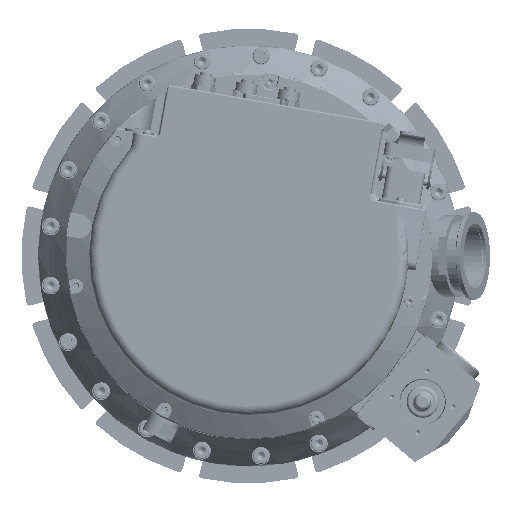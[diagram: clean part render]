
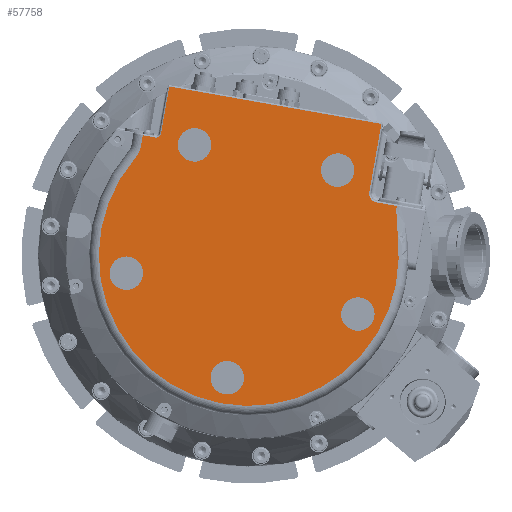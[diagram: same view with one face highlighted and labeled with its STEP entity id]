
A CAD part, front view. The second image highlights one B-rep face of the part: STEP entity #57758.
In plain terms, the highlighted planar face has unit normal (0, -1, 0).
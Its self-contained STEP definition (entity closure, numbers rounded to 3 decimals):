
#764=FACE_BOUND('',#8906,.T.);
#765=FACE_BOUND('',#8907,.T.);
#766=FACE_BOUND('',#8908,.T.);
#767=FACE_BOUND('',#8909,.T.);
#768=FACE_BOUND('',#8910,.T.);
#2230=B_SPLINE_CURVE_WITH_KNOTS('',3,(#91429,#91430,#91431,#91432,#91433,
#91434,#91435,#91436,#91437,#91438),.UNSPECIFIED.,.F.,.F.,(4,2,2,2,4),(0.,
0.5,0.75,0.875,1.),.UNSPECIFIED.);
#3602=PLANE('',#61825);
#5484=FACE_OUTER_BOUND('',#8905,.T.);
#8905=EDGE_LOOP('',(#39108,#39109,#39110,#39111,#39112,#39113,#39114,#39115,
#39116,#39117,#39118));
#8906=EDGE_LOOP('',(#39119));
#8907=EDGE_LOOP('',(#39120));
#8908=EDGE_LOOP('',(#39121));
#8909=EDGE_LOOP('',(#39122));
#8910=EDGE_LOOP('',(#39123));
#12630=CIRCLE('',#61575,16.);
#12633=CIRCLE('',#61579,94.);
#12638=CIRCLE('',#61589,3.);
#12664=CIRCLE('',#61635,10.5);
#12666=CIRCLE('',#61639,10.5);
#12668=CIRCLE('',#61643,10.5);
#12670=CIRCLE('',#61647,10.5);
#12674=CIRCLE('',#61655,10.5);
#12727=CIRCLE('',#61761,5.5);
#15270=LINE('',#90921,#19134);
#15296=LINE('',#91364,#19160);
#15301=LINE('',#91454,#19165);
#15302=LINE('',#91463,#19166);
#15387=LINE('',#92422,#19251);
#15388=LINE('',#92431,#19252);
#19134=VECTOR('',#68491,135.);
#19160=VECTOR('',#68597,6.699);
#19165=VECTOR('',#68626,8.);
#19166=VECTOR('',#68639,30.);
#19251=VECTOR('',#69056,43.5);
#19252=VECTOR('',#69069,13.07);
#23627=VERTEX_POINT('',#90914);
#23629=VERTEX_POINT('',#90919);
#23667=VERTEX_POINT('',#91353);
#23671=VERTEX_POINT('',#91362);
#23673=VERTEX_POINT('',#91368);
#23675=VERTEX_POINT('',#91374);
#23676=VERTEX_POINT('',#91420);
#23681=VERTEX_POINT('',#91453);
#23682=VERTEX_POINT('',#91457);
#23714=VERTEX_POINT('',#91779);
#23716=VERTEX_POINT('',#91786);
#23718=VERTEX_POINT('',#91793);
#23720=VERTEX_POINT('',#91800);
#23724=VERTEX_POINT('',#91814);
#23797=VERTEX_POINT('',#92421);
#23798=VERTEX_POINT('',#92425);
#29462=EDGE_CURVE('',#23627,#23629,#15270,.T.);
#29521=EDGE_CURVE('',#23667,#23671,#15296,.T.);
#29524=EDGE_CURVE('',#23671,#23673,#12630,.T.);
#29527=EDGE_CURVE('',#23673,#23675,#12633,.T.);
#29530=EDGE_CURVE('',#23675,#23676,#2230,.T.);
#29537=EDGE_CURVE('',#23681,#23667,#15301,.T.);
#29541=EDGE_CURVE('',#23682,#23681,#12638,.T.);
#29542=EDGE_CURVE('',#23629,#23682,#15302,.T.);
#29596=EDGE_CURVE('',#23714,#23714,#12664,.T.);
#29599=EDGE_CURVE('',#23716,#23716,#12666,.T.);
#29602=EDGE_CURVE('',#23718,#23718,#12668,.T.);
#29605=EDGE_CURVE('',#23720,#23720,#12670,.T.);
#29611=EDGE_CURVE('',#23724,#23724,#12674,.T.);
#29739=EDGE_CURVE('',#23797,#23627,#15387,.T.);
#29743=EDGE_CURVE('',#23798,#23797,#12727,.T.);
#29744=EDGE_CURVE('',#23676,#23798,#15388,.T.);
#39108=ORIENTED_EDGE('',*,*,#29739,.T.);
#39109=ORIENTED_EDGE('',*,*,#29462,.T.);
#39110=ORIENTED_EDGE('',*,*,#29542,.T.);
#39111=ORIENTED_EDGE('',*,*,#29541,.T.);
#39112=ORIENTED_EDGE('',*,*,#29537,.T.);
#39113=ORIENTED_EDGE('',*,*,#29521,.T.);
#39114=ORIENTED_EDGE('',*,*,#29524,.T.);
#39115=ORIENTED_EDGE('',*,*,#29527,.T.);
#39116=ORIENTED_EDGE('',*,*,#29530,.T.);
#39117=ORIENTED_EDGE('',*,*,#29744,.T.);
#39118=ORIENTED_EDGE('',*,*,#29743,.T.);
#39119=ORIENTED_EDGE('',*,*,#29596,.F.);
#39120=ORIENTED_EDGE('',*,*,#29599,.F.);
#39121=ORIENTED_EDGE('',*,*,#29602,.F.);
#39122=ORIENTED_EDGE('',*,*,#29605,.F.);
#39123=ORIENTED_EDGE('',*,*,#29611,.F.);
#57758=ADVANCED_FACE('',(#5484,#764,#765,#766,#767,#768),#3602,.T.);
#61575=AXIS2_PLACEMENT_3D('',#91370,#68603,#68604);
#61579=AXIS2_PLACEMENT_3D('',#91376,#68611,#68612);
#61589=AXIS2_PLACEMENT_3D('',#91461,#68635,#68636);
#61635=AXIS2_PLACEMENT_3D('',#91781,#68748,#68749);
#61639=AXIS2_PLACEMENT_3D('',#91788,#68757,#68758);
#61643=AXIS2_PLACEMENT_3D('',#91795,#68766,#68767);
#61647=AXIS2_PLACEMENT_3D('',#91802,#68775,#68776);
#61655=AXIS2_PLACEMENT_3D('',#91816,#68793,#68794);
#61761=AXIS2_PLACEMENT_3D('',#92429,#69065,#69066);
#61825=AXIS2_PLACEMENT_3D('',#92759,#69238,#69239);
#68491=DIRECTION('',(-0.985,0.,0.174));
#68597=DIRECTION('',(-0.174,0.,-0.985));
#68603=DIRECTION('center_axis',(0.,1.,0.));
#68604=DIRECTION('ref_axis',(-0.985,0.,0.174));
#68611=DIRECTION('center_axis',(0.,-1.,0.));
#68612=DIRECTION('ref_axis',(-0.985,0.,0.174));
#68626=DIRECTION('',(-0.985,0.,0.174));
#68635=DIRECTION('center_axis',(0.,1.,0.));
#68636=DIRECTION('ref_axis',(-0.985,0.,0.174));
#68639=DIRECTION('',(-0.174,0.,-0.985));
#68748=DIRECTION('center_axis',(0.,-1.,0.));
#68749=DIRECTION('ref_axis',(-0.985,0.,0.174));
#68757=DIRECTION('center_axis',(0.,-1.,0.));
#68758=DIRECTION('ref_axis',(-0.985,0.,0.174));
#68766=DIRECTION('center_axis',(0.,-1.,0.));
#68767=DIRECTION('ref_axis',(-0.985,0.,0.174));
#68775=DIRECTION('center_axis',(0.,-1.,0.));
#68776=DIRECTION('ref_axis',(-0.985,0.,0.174));
#68793=DIRECTION('center_axis',(0.,-1.,0.));
#68794=DIRECTION('ref_axis',(-0.985,0.,0.174));
#69056=DIRECTION('',(0.174,0.,0.985));
#69065=DIRECTION('center_axis',(0.,1.,0.));
#69066=DIRECTION('ref_axis',(-0.985,0.,0.174));
#69069=DIRECTION('',(-0.985,0.,0.174));
#69238=DIRECTION('center_axis',(0.,-1.,0.));
#69239=DIRECTION('ref_axis',(0.,0.,
-1.));
#90914=CARTESIAN_POINT('',(83.145,-66.5,82.82));
#90919=CARTESIAN_POINT('',(-49.804,-66.5,106.263));
#90921=CARTESIAN_POINT('',(83.145,-66.5,82.82));
#91353=CARTESIAN_POINT('',(-66.368,-66.5,75.674));
#91362=CARTESIAN_POINT('',(-67.531,-66.5,69.077));
#91364=CARTESIAN_POINT('',(-66.368,-66.5,75.674));
#91368=CARTESIAN_POINT('',(-71.173,-66.5,61.403));
#91370=CARTESIAN_POINT('Origin',(-83.288,-66.5,71.855));
#91374=CARTESIAN_POINT('',(93.978,-66.5,-2.033));
#91376=CARTESIAN_POINT('Origin',(0.,-66.5,0.));
#91420=CARTESIAN_POINT('',(92.924,-66.5,31.34));
#91429=CARTESIAN_POINT('Ctrl Pts',(93.978,-66.5,-2.033));
#91430=CARTESIAN_POINT('Ctrl Pts',(94.099,-66.5,3.552));
#91431=CARTESIAN_POINT('Ctrl Pts',(93.753,-66.5,9.128));
#91432=CARTESIAN_POINT('Ctrl Pts',(93.036,-66.5,17.466));
#91433=CARTESIAN_POINT('Ctrl Pts',(92.762,-66.5,20.244));
#91434=CARTESIAN_POINT('Ctrl Pts',(92.493,-66.5,24.419));
#91435=CARTESIAN_POINT('Ctrl Pts',(92.427,-66.5,25.815));
#91436=CARTESIAN_POINT('Ctrl Pts',(92.455,-66.5,28.593));
#91437=CARTESIAN_POINT('Ctrl Pts',(92.503,-66.5,29.98));
#91438=CARTESIAN_POINT('Ctrl Pts',(92.924,-66.5,31.34));
#91453=CARTESIAN_POINT('',(-58.489,-66.5,74.285));
#91454=CARTESIAN_POINT('',(-58.489,-66.5,74.285));
#91457=CARTESIAN_POINT('',(-55.014,-66.5,76.719));
#91461=CARTESIAN_POINT('Origin',(-57.968,-66.5,77.24));
#91463=CARTESIAN_POINT('',(-49.804,-66.5,106.263));
#91779=CARTESIAN_POINT('',(-75.284,-66.5,-21.184));
#91781=CARTESIAN_POINT('Origin',(-76.746,-66.5,-10.786));
#91786=CARTESIAN_POINT('',(-43.411,-66.5,65.054));
#91788=CARTESIAN_POINT('Origin',(-33.974,-66.5,69.657));
#91793=CARTESIAN_POINT('',(48.455,-66.5,61.389));
#91795=CARTESIAN_POINT('Origin',(55.749,-66.5,53.836));
#91800=CARTESIAN_POINT('',(73.358,-66.5,-27.113));
#91802=CARTESIAN_POINT('Origin',(68.428,-66.5,-36.384));
#91814=CARTESIAN_POINT('',(-3.117,-66.5,-78.146));
#91816=CARTESIAN_POINT('Origin',(-13.458,-66.5,-76.323));
#92421=CARTESIAN_POINT('',(75.591,-66.5,39.981));
#92422=CARTESIAN_POINT('',(75.591,-66.5,39.981));
#92425=CARTESIAN_POINT('',(80.052,-66.5,33.61));
#92429=CARTESIAN_POINT('Origin',(81.007,-66.5,39.026));
#92431=CARTESIAN_POINT('',(92.924,-66.5,31.34));
#92759=CARTESIAN_POINT('Origin',(-50.615,-66.5,107.421));
